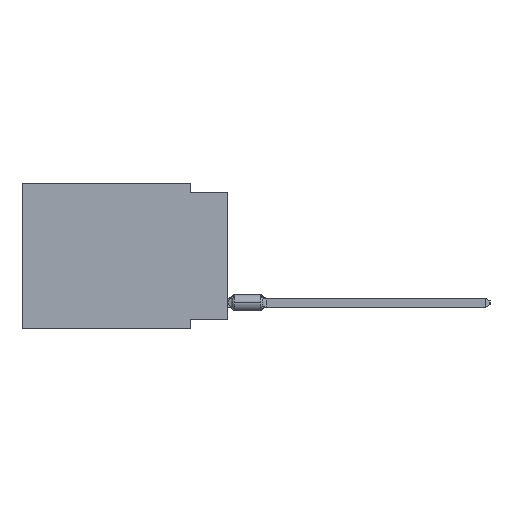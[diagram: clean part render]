
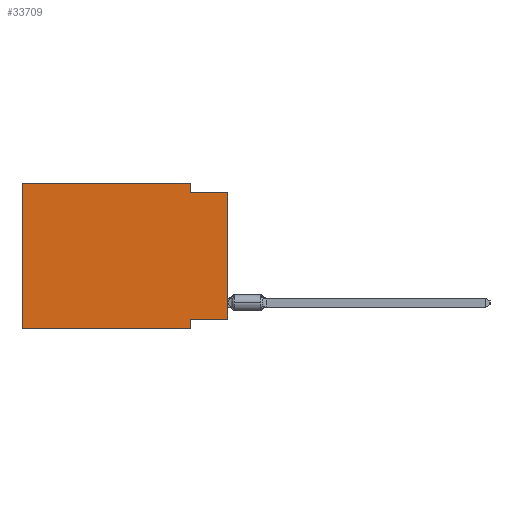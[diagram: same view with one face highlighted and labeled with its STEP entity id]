
A CAD part, left-side view. The second image highlights one B-rep face of the part: STEP entity #33709.
In plain terms, the highlighted planar face has unit normal (-1, 0, 0).
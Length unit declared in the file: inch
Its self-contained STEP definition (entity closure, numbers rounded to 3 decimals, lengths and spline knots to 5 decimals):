
#603 = VECTOR ( 'NONE', #42185, 39.37008 ) ;
#1496 = CARTESIAN_POINT ( 'NONE',  ( 0., 0., -0.365 ) ) ;
#2203 = ORIENTED_EDGE ( 'NONE', *, *, #31268, .T. ) ;
#2618 = ORIENTED_EDGE ( 'NONE', *, *, #3428, .F. ) ;
#3428 = EDGE_CURVE ( 'NONE', #17233, #16787, #19475, .T. ) ;
#3697 = ORIENTED_EDGE ( 'NONE', *, *, #49352, .F. ) ;
#4032 = VERTEX_POINT ( 'NONE', #11685 ) ;
#4859 = EDGE_CURVE ( 'NONE', #16419, #4032, #37408, .T. ) ;
#6315 = DIRECTION ( 'NONE',  ( 0., 1., 0. ) ) ;
#8252 = EDGE_CURVE ( 'NONE', #19357, #10693, #60538, .T. ) ;
#8782 = VECTOR ( 'NONE', #45141, 39.37008 ) ;
#9839 = EDGE_CURVE ( 'NONE', #16419, #19357, #55424, .T. ) ;
#10048 = ORIENTED_EDGE ( 'NONE', *, *, #9839, .F. ) ;
#10098 = VECTOR ( 'NONE', #6315, 39.37008 ) ;
#10693 = VERTEX_POINT ( 'NONE', #36533 ) ;
#11426 = CARTESIAN_POINT ( 'NONE',  ( 0., 0.1, -0.39 ) ) ;
#11685 = CARTESIAN_POINT ( 'NONE',  ( 0., 0., -0.025 ) ) ;
#12453 = VECTOR ( 'NONE', #52529, 39.37008 ) ;
#13048 = EDGE_CURVE ( 'NONE', #40339, #59500, #17105, .T. ) ;
#13073 = EDGE_LOOP ( 'NONE', ( #60421, #39455, #45554, #3697, #2618, #2203, #52334, #10048 ) ) ;
#13370 = PLANE ( 'NONE',  #14290 ) ;
#14290 = AXIS2_PLACEMENT_3D ( 'NONE', #43861, #29075, #19446 ) ;
#14365 = CARTESIAN_POINT ( 'NONE',  ( 0., 0.1, 0. ) ) ;
#16419 = VERTEX_POINT ( 'NONE', #30752 ) ;
#16787 = VERTEX_POINT ( 'NONE', #34787 ) ;
#17105 = LINE ( 'NONE', #33137, #55139 ) ;
#17233 = VERTEX_POINT ( 'NONE', #55584 ) ;
#18823 = FACE_OUTER_BOUND ( 'NONE', #13073, .T. ) ;
#19357 = VERTEX_POINT ( 'NONE', #47506 ) ;
#19446 = DIRECTION ( 'NONE',  ( 0., 0., -1. ) ) ;
#19475 = LINE ( 'NONE', #47748, #60360 ) ;
#24163 = DIRECTION ( 'NONE',  ( 0., -1., 0. ) ) ;
#24485 = LINE ( 'NONE', #44099, #47039 ) ;
#27393 = LINE ( 'NONE', #47633, #603 ) ;
#27611 = CARTESIAN_POINT ( 'NONE',  ( 0., 0.55, 0. ) ) ;
#29075 = DIRECTION ( 'NONE',  ( 1., 0., 0. ) ) ;
#30752 = CARTESIAN_POINT ( 'NONE',  ( 0., 0., -0.365 ) ) ;
#31268 = EDGE_CURVE ( 'NONE', #17233, #10693, #24485, .T. ) ;
#32917 = CARTESIAN_POINT ( 'NONE',  ( 0., 0., 0. ) ) ;
#33137 = CARTESIAN_POINT ( 'NONE',  ( 0., 0.1, 0. ) ) ;
#33692 = LINE ( 'NONE', #27611, #61805 ) ;
#33709 = ADVANCED_FACE ( 'NONE', ( #18823 ), #13370, .F. ) ;
#34787 = CARTESIAN_POINT ( 'NONE',  ( 0., 0.55, 0. ) ) ;
#36533 = CARTESIAN_POINT ( 'NONE',  ( 0., 0.1, -0.39 ) ) ;
#37408 = LINE ( 'NONE', #32917, #12453 ) ;
#39455 = ORIENTED_EDGE ( 'NONE', *, *, #51827, .F. ) ;
#40339 = VERTEX_POINT ( 'NONE', #14365 ) ;
#42185 = DIRECTION ( 'NONE',  ( 0., -1., 0. ) ) ;
#42767 = DIRECTION ( 'NONE',  ( 0., 0., -1. ) ) ;
#43861 = CARTESIAN_POINT ( 'NONE',  ( 0., 0.55, 0. ) ) ;
#44099 = CARTESIAN_POINT ( 'NONE',  ( 0., 0.55, -0.39 ) ) ;
#45141 = DIRECTION ( 'NONE',  ( 0., 0., -1. ) ) ;
#45554 = ORIENTED_EDGE ( 'NONE', *, *, #13048, .F. ) ;
#46659 = CARTESIAN_POINT ( 'NONE',  ( 0., 0.1, -0.025 ) ) ;
#47039 = VECTOR ( 'NONE', #24163, 39.37008 ) ;
#47506 = CARTESIAN_POINT ( 'NONE',  ( 0., 0.1, -0.365 ) ) ;
#47633 = CARTESIAN_POINT ( 'NONE',  ( 0., 0., -0.025 ) ) ;
#47748 = CARTESIAN_POINT ( 'NONE',  ( 0., 0.55, 0. ) ) ;
#49352 = EDGE_CURVE ( 'NONE', #16787, #40339, #33692, .T. ) ;
#51827 = EDGE_CURVE ( 'NONE', #59500, #4032, #27393, .T. ) ;
#52028 = DIRECTION ( 'NONE',  ( 0., -1., 0. ) ) ;
#52334 = ORIENTED_EDGE ( 'NONE', *, *, #8252, .F. ) ;
#52529 = DIRECTION ( 'NONE',  ( 0., 0., 1. ) ) ;
#55139 = VECTOR ( 'NONE', #42767, 39.37008 ) ;
#55424 = LINE ( 'NONE', #1496, #10098 ) ;
#55584 = CARTESIAN_POINT ( 'NONE',  ( 0., 0.55, -0.39 ) ) ;
#58965 = DIRECTION ( 'NONE',  ( 0., 0., 1. ) ) ;
#59500 = VERTEX_POINT ( 'NONE', #46659 ) ;
#60360 = VECTOR ( 'NONE', #58965, 39.37008 ) ;
#60421 = ORIENTED_EDGE ( 'NONE', *, *, #4859, .T. ) ;
#60538 = LINE ( 'NONE', #11426, #8782 ) ;
#61805 = VECTOR ( 'NONE', #52028, 39.37008 ) ;
